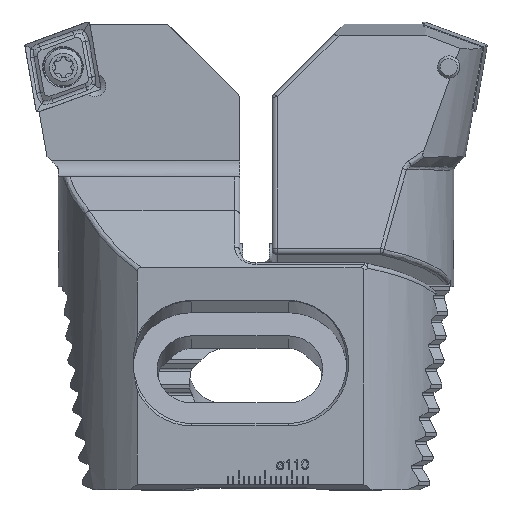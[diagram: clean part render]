
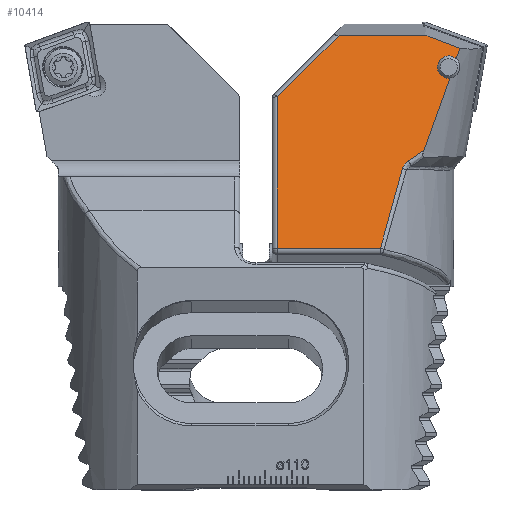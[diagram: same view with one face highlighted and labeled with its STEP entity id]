
A CAD part, top view. The second image highlights one B-rep face of the part: STEP entity #10414.
In plain terms, the highlighted face is planar.
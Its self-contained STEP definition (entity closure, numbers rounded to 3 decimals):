
#3 = CARTESIAN_POINT ( 'NONE',  ( 15.857, -27.455, -23.953 ) ) ;
#43 = VECTOR ( 'NONE', #267, 1000. ) ;
#46 =( BOUNDED_CURVE ( )  B_SPLINE_CURVE ( 3, ( #1865, #7611, #12378, #6665 ),
 .UNSPECIFIED., .F., .F. ) 
 B_SPLINE_CURVE_WITH_KNOTS ( ( 4, 4 ),
 ( 3.832, 3.996 ),
 .UNSPECIFIED. ) 
 CURVE ( )  GEOMETRIC_REPRESENTATION_ITEM ( )  RATIONAL_B_SPLINE_CURVE ( ( 1., 0.998, 0.998, 1. ) ) 
 REPRESENTATION_ITEM ( '' )  );
#233 = EDGE_CURVE ( 'NONE', #3922, #921, #2204, .T. ) ;
#267 = DIRECTION ( 'NONE',  ( 0.932, 0.351, 0.094 ) ) ;
#279 = CARTESIAN_POINT ( 'NONE',  ( 15.629, -26.897, -23.803 ) ) ;
#368 = CARTESIAN_POINT ( 'NONE',  ( 15.767, -27.164, -23.875 ) ) ;
#524 = CARTESIAN_POINT ( 'NONE',  ( 6.985, -10.552, -19.424 ) ) ;
#921 = VERTEX_POINT ( 'NONE', #8540 ) ;
#950 = CARTESIAN_POINT ( 'NONE',  ( 39.25, -42.339, -27.941 ) ) ;
#1209 = CARTESIAN_POINT ( 'NONE',  ( 6.985, -10.552, -19.424 ) ) ;
#1232 = CARTESIAN_POINT ( 'NONE',  ( 15.027, -26.212, -23.62 ) ) ;
#1244 = CARTESIAN_POINT ( 'NONE',  ( 11.645, -2.483, -17.262 ) ) ;
#1255 = CARTESIAN_POINT ( 'NONE',  ( 27.686, -2.483, -17.262 ) ) ;
#1865 = CARTESIAN_POINT ( 'NONE',  ( 19.949, -42.339, -27.941 ) ) ;
#1977 = EDGE_CURVE ( 'NONE', #8835, #9648, #3572, .T. ) ;
#2108 = VERTEX_POINT ( 'NONE', #950 ) ;
#2204 = B_SPLINE_CURVE_WITH_KNOTS ( 'NONE', 3,
 ( #8902, #8030, #4135, #7989 ),
 .UNSPECIFIED., .F., .F.,
 ( 4, 4 ),
 ( 0., 0.004 ),
 .UNSPECIFIED. ) ;
#2411 = DIRECTION ( 'NONE',  ( 0.695, -0.695, -0.186 ) ) ;
#2420 = VERTEX_POINT ( 'NONE', #8920 ) ;
#2568 = LINE ( 'NONE', #11662, #43 ) ;
#2789 = ORIENTED_EDGE ( 'NONE', *, *, #3719, .T. ) ;
#2934 = CARTESIAN_POINT ( 'NONE',  ( 6.985, -10.552, -19.424 ) ) ;
#2958 = CARTESIAN_POINT ( 'NONE',  ( 39.25, -1.612, -17.028 ) ) ;
#3058 = VECTOR ( 'NONE', #9624, 1000. ) ;
#3084 = VECTOR ( 'NONE', #2411, 1000. ) ;
#3308 =( BOUNDED_CURVE ( )  B_SPLINE_CURVE ( 3, ( #9851, #4177, #11788, #1209 ),
 .UNSPECIFIED., .F., .F. ) 
 B_SPLINE_CURVE_WITH_KNOTS ( ( 4, 4 ),
 ( 4.107, 4.222 ),
 .UNSPECIFIED. ) 
 CURVE ( )  GEOMETRIC_REPRESENTATION_ITEM ( )  RATIONAL_B_SPLINE_CURVE ( ( 1., 0.999, 0.999, 1. ) ) 
 REPRESENTATION_ITEM ( '' )  );
#3467 = ORIENTED_EDGE ( 'NONE', *, *, #10133, .F. ) ;
#3477 = ORIENTED_EDGE ( 'NONE', *, *, #10426, .T. ) ;
#3530 = ORIENTED_EDGE ( 'NONE', *, *, #5837, .T. ) ;
#3572 =( BOUNDED_CURVE ( )  B_SPLINE_CURVE ( 3, ( #524, #6297, #8104, #10008, #5247, #5330, #11934 ),
 .UNSPECIFIED., .F., .T. ) 
 B_SPLINE_CURVE_WITH_KNOTS ( ( 4, 3, 4 ),
 ( 3.035, 5.034, 7.032 ),
 .UNSPECIFIED. ) 
 CURVE ( )  GEOMETRIC_REPRESENTATION_ITEM ( )  RATIONAL_B_SPLINE_CURVE ( ( 1., 0.694, 0.694, 1., 0.694, 0.694, 1. ) ) 
 REPRESENTATION_ITEM ( '' )  );
#3719 = EDGE_CURVE ( 'NONE', #9000, #9311, #46, .T. ) ;
#3922 = VERTEX_POINT ( 'NONE', #10101 ) ;
#4135 = CARTESIAN_POINT ( 'NONE',  ( 12.812, -24.729, -23.223 ) ) ;
#4177 = CARTESIAN_POINT ( 'NONE',  ( 10.187, -19.731, -21.883 ) ) ;
#4384 = ORIENTED_EDGE ( 'NONE', *, *, #233, .T. ) ;
#4550 = EDGE_LOOP ( 'NONE', ( #12003, #10507, #9713, #6810, #3530, #3477, #2789, #3467, #4384, #4796, #8595 ) ) ;
#4564 = CARTESIAN_POINT ( 'NONE',  ( 5.133, -4.939, -17.92 ) ) ;
#4604 =( BOUNDED_CURVE ( )  B_SPLINE_CURVE ( 3, ( #11319, #5594, #9283, #4564 ),
 .UNSPECIFIED., .F., .F. ) 
 B_SPLINE_CURVE_WITH_KNOTS ( ( 4, 4 ),
 ( 4.252, 4.268 ),
 .UNSPECIFIED. ) 
 CURVE ( )  GEOMETRIC_REPRESENTATION_ITEM ( )  RATIONAL_B_SPLINE_CURVE ( ( 1., 1., 1., 1. ) ) 
 REPRESENTATION_ITEM ( '' )  );
#4605 = CARTESIAN_POINT ( 'NONE',  ( 5.133, -4.939, -17.92 ) ) ;
#4796 = ORIENTED_EDGE ( 'NONE', *, *, #5097, .T. ) ;
#4876 = EDGE_CURVE ( 'NONE', #8329, #12016, #7552, .T. ) ;
#5008 = AXIS2_PLACEMENT_3D ( 'NONE', #8490, #11408, #5593 ) ;
#5097 = EDGE_CURVE ( 'NONE', #921, #8835, #3308, .T. ) ;
#5247 = CARTESIAN_POINT ( 'NONE',  ( 8.665, -6.19, -18.255 ) ) ;
#5308 = VERTEX_POINT ( 'NONE', #4605 ) ;
#5330 = CARTESIAN_POINT ( 'NONE',  ( 7.021, -5.77, -18.143 ) ) ;
#5593 = DIRECTION ( 'NONE',  ( 0., -0.966, -0.259 ) ) ;
#5594 = CARTESIAN_POINT ( 'NONE',  ( 5.562, -6.267, -18.276 ) ) ;
#5837 = EDGE_CURVE ( 'NONE', #2420, #2108, #10903, .T. ) ;
#6003 = CARTESIAN_POINT ( 'NONE',  ( 5.778, -6.926, -18.452 ) ) ;
#6083 = DIRECTION ( 'NONE',  ( 0., -0.966, -0.259 ) ) ;
#6297 = CARTESIAN_POINT ( 'NONE',  ( 8.672, -10.733, -19.472 ) ) ;
#6528 = CARTESIAN_POINT ( 'NONE',  ( 85.15, -42.339, -27.941 ) ) ;
#6665 = CARTESIAN_POINT ( 'NONE',  ( 15.857, -27.455, -23.953 ) ) ;
#6810 = ORIENTED_EDGE ( 'NONE', *, *, #7565, .T. ) ;
#7028 = CARTESIAN_POINT ( 'NONE',  ( 15.857, -27.455, -23.953 ) ) ;
#7283 = CARTESIAN_POINT ( 'NONE',  ( 54.972, -29.768, -24.573 ) ) ;
#7391 = PLANE ( 'NONE',  #5008 ) ;
#7552 = LINE ( 'NONE', #8671, #3058 ) ;
#7565 = EDGE_CURVE ( 'NONE', #8329, #2420, #11163, .T. ) ;
#7611 = CARTESIAN_POINT ( 'NONE',  ( 18.478, -37.8, -26.725 ) ) ;
#7802 = FACE_OUTER_BOUND ( 'NONE', #4550, .T. ) ;
#7989 = CARTESIAN_POINT ( 'NONE',  ( 11.847, -24.054, -23.042 ) ) ;
#8030 = CARTESIAN_POINT ( 'NONE',  ( 13.785, -25.392, -23.4 ) ) ;
#8104 = CARTESIAN_POINT ( 'NONE',  ( 9.737, -9.411, -19.118 ) ) ;
#8329 = VERTEX_POINT ( 'NONE', #1255 ) ;
#8390 = VECTOR ( 'NONE', #6083, 1000. ) ;
#8490 = CARTESIAN_POINT ( 'NONE',  ( 85.15, -1.612, -17.028 ) ) ;
#8540 = CARTESIAN_POINT ( 'NONE',  ( 11.847, -24.054, -23.042 ) ) ;
#8595 = ORIENTED_EDGE ( 'NONE', *, *, #1977, .T. ) ;
#8671 = CARTESIAN_POINT ( 'NONE',  ( 85.15, -2.483, -17.262 ) ) ;
#8835 = VERTEX_POINT ( 'NONE', #2934 ) ;
#8865 = EDGE_CURVE ( 'NONE', #5308, #12016, #2568, .T. ) ;
#8902 = CARTESIAN_POINT ( 'NONE',  ( 14.769, -26.041, -23.574 ) ) ;
#8920 = CARTESIAN_POINT ( 'NONE',  ( 39.25, -14.046, -20.36 ) ) ;
#8927 = CARTESIAN_POINT ( 'NONE',  ( 15.544, -26.77, -23.769 ) ) ;
#8954 = B_SPLINE_CURVE_WITH_KNOTS ( 'NONE', 3,
 ( #11808, #1232, #8966, #8927, #279, #368, #9920, #7028 ),
 .UNSPECIFIED., .F., .F.,
 ( 4, 2, 2, 4 ),
 ( 0., 0.001, 0.001, 0.002 ),
 .UNSPECIFIED. ) ;
#8966 = CARTESIAN_POINT ( 'NONE',  ( 15.256, -26.412, -23.673 ) ) ;
#9000 = VERTEX_POINT ( 'NONE', #11835 ) ;
#9117 = EDGE_CURVE ( 'NONE', #9648, #5308, #4604, .T. ) ;
#9283 = CARTESIAN_POINT ( 'NONE',  ( 5.347, -5.604, -18.098 ) ) ;
#9311 = VERTEX_POINT ( 'NONE', #3 ) ;
#9624 = DIRECTION ( 'NONE',  ( -1., 0., 0. ) ) ;
#9648 = VERTEX_POINT ( 'NONE', #6003 ) ;
#9713 = ORIENTED_EDGE ( 'NONE', *, *, #4876, .F. ) ;
#9851 = CARTESIAN_POINT ( 'NONE',  ( 11.847, -24.054, -23.042 ) ) ;
#9920 = CARTESIAN_POINT ( 'NONE',  ( 15.822, -27.307, -23.913 ) ) ;
#10008 = CARTESIAN_POINT ( 'NONE',  ( 9.201, -7.801, -18.687 ) ) ;
#10101 = CARTESIAN_POINT ( 'NONE',  ( 14.769, -26.041, -23.574 ) ) ;
#10133 = EDGE_CURVE ( 'NONE', #3922, #9311, #8954, .T. ) ;
#10398 = DIRECTION ( 'NONE',  ( -1., 0., 0. ) ) ;
#10414 = ADVANCED_FACE ( 'NONE', ( #7802 ), #7391, .F. ) ;
#10426 = EDGE_CURVE ( 'NONE', #2108, #9000, #12147, .T. ) ;
#10507 = ORIENTED_EDGE ( 'NONE', *, *, #8865, .T. ) ;
#10903 = LINE ( 'NONE', #2958, #8390 ) ;
#11163 = LINE ( 'NONE', #7283, #3084 ) ;
#11319 = CARTESIAN_POINT ( 'NONE',  ( 5.778, -6.926, -18.452 ) ) ;
#11408 = DIRECTION ( 'NONE',  ( 0., -0.259, 0.966 ) ) ;
#11662 = CARTESIAN_POINT ( 'NONE',  ( 75.731, 21.689, -10.785 ) ) ;
#11788 = CARTESIAN_POINT ( 'NONE',  ( 8.565, -15.225, -20.676 ) ) ;
#11808 = CARTESIAN_POINT ( 'NONE',  ( 14.769, -26.041, -23.574 ) ) ;
#11835 = CARTESIAN_POINT ( 'NONE',  ( 19.949, -42.339, -27.941 ) ) ;
#11934 = CARTESIAN_POINT ( 'NONE',  ( 5.778, -6.926, -18.452 ) ) ;
#12003 = ORIENTED_EDGE ( 'NONE', *, *, #9117, .T. ) ;
#12016 = VERTEX_POINT ( 'NONE', #1244 ) ;
#12147 = LINE ( 'NONE', #6528, #12297 ) ;
#12297 = VECTOR ( 'NONE', #10398, 1000. ) ;
#12378 = CARTESIAN_POINT ( 'NONE',  ( 17.111, -32.828, -25.393 ) ) ;
